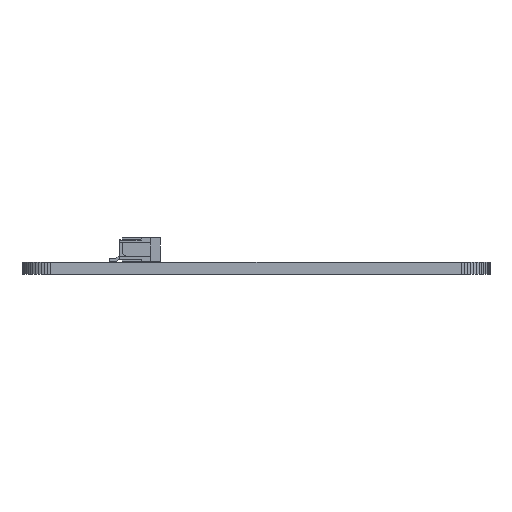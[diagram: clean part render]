
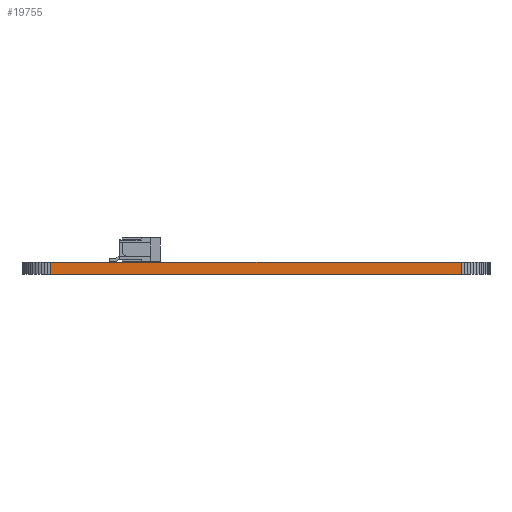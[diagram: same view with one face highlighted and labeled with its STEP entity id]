
A CAD part, left-side view. The second image highlights one B-rep face of the part: STEP entity #19755.
In plain terms, the highlighted planar face has unit normal (-1, 0, 0).
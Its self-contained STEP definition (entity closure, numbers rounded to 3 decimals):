
#16498 = PLANE('',#16499);
#16499 = AXIS2_PLACEMENT_3D('',#16500,#16501,#16502);
#16500 = CARTESIAN_POINT('',(32.5,-24.5,1.28));
#16501 = DIRECTION('',(-0.,-0.,-1.));
#16502 = DIRECTION('',(-1.,0.,0.));
#16552 = PLANE('',#16553);
#16553 = AXIS2_PLACEMENT_3D('',#16554,#16555,#16556);
#16554 = CARTESIAN_POINT('',(32.5,-24.5,0.));
#16555 = DIRECTION('',(-0.,-0.,-1.));
#16556 = DIRECTION('',(-1.,0.,0.));
#19647 = PLANE('',#19648);
#19648 = AXIS2_PLACEMENT_3D('',#19649,#19650,#19651);
#19649 = CARTESIAN_POINT('',(0.019,-46.336,0.));
#19650 = DIRECTION('',(-0.998,-0.056,0.));
#19651 = DIRECTION('',(-0.056,0.998,0.));
#19685 = VERTEX_POINT('',#19686);
#19686 = CARTESIAN_POINT('',(0.,-46.,1.28));
#19707 = EDGE_CURVE('',#19708,#19685,#19710,.T.);
#19708 = VERTEX_POINT('',#19709);
#19709 = CARTESIAN_POINT('',(0.,-46.,0.));
#19710 = SURFACE_CURVE('',#19711,(#19715,#19722),.PCURVE_S1.);
#19711 = LINE('',#19712,#19713);
#19712 = CARTESIAN_POINT('',(0.,-46.,0.));
#19713 = VECTOR('',#19714,1.);
#19714 = DIRECTION('',(0.,0.,1.));
#19715 = PCURVE('',#19647,#19716);
#19716 = DEFINITIONAL_REPRESENTATION('',(#19717),#19721);
#19717 = LINE('',#19718,#19719);
#19718 = CARTESIAN_POINT('',(0.336,0.));
#19719 = VECTOR('',#19720,1.);
#19720 = DIRECTION('',(0.,-1.));
#19721 = ( GEOMETRIC_REPRESENTATION_CONTEXT(2) 
PARAMETRIC_REPRESENTATION_CONTEXT() REPRESENTATION_CONTEXT('2D SPACE',''
  ) );
#19722 = PCURVE('',#19723,#19728);
#19723 = PLANE('',#19724);
#19724 = AXIS2_PLACEMENT_3D('',#19725,#19726,#19727);
#19725 = CARTESIAN_POINT('',(0.,-46.,0.));
#19726 = DIRECTION('',(-1.,0.,0.));
#19727 = DIRECTION('',(0.,1.,0.));
#19728 = DEFINITIONAL_REPRESENTATION('',(#19729),#19733);
#19729 = LINE('',#19730,#19731);
#19730 = CARTESIAN_POINT('',(0.,0.));
#19731 = VECTOR('',#19732,1.);
#19732 = DIRECTION('',(0.,-1.));
#19733 = ( GEOMETRIC_REPRESENTATION_CONTEXT(2) 
PARAMETRIC_REPRESENTATION_CONTEXT() REPRESENTATION_CONTEXT('2D SPACE',''
  ) );
#19755 = ADVANCED_FACE('',(#19756),#19723,.T.);
#19756 = FACE_BOUND('',#19757,.T.);
#19757 = EDGE_LOOP('',(#19758,#19759,#19782,#19810));
#19758 = ORIENTED_EDGE('',*,*,#19707,.T.);
#19759 = ORIENTED_EDGE('',*,*,#19760,.T.);
#19760 = EDGE_CURVE('',#19685,#19761,#19763,.T.);
#19761 = VERTEX_POINT('',#19762);
#19762 = CARTESIAN_POINT('',(0.,-3.,1.28));
#19763 = SURFACE_CURVE('',#19764,(#19768,#19775),.PCURVE_S1.);
#19764 = LINE('',#19765,#19766);
#19765 = CARTESIAN_POINT('',(0.,-46.,1.28));
#19766 = VECTOR('',#19767,1.);
#19767 = DIRECTION('',(0.,1.,0.));
#19768 = PCURVE('',#19723,#19769);
#19769 = DEFINITIONAL_REPRESENTATION('',(#19770),#19774);
#19770 = LINE('',#19771,#19772);
#19771 = CARTESIAN_POINT('',(0.,-1.28));
#19772 = VECTOR('',#19773,1.);
#19773 = DIRECTION('',(1.,0.));
#19774 = ( GEOMETRIC_REPRESENTATION_CONTEXT(2) 
PARAMETRIC_REPRESENTATION_CONTEXT() REPRESENTATION_CONTEXT('2D SPACE',''
  ) );
#19775 = PCURVE('',#16498,#19776);
#19776 = DEFINITIONAL_REPRESENTATION('',(#19777),#19781);
#19777 = LINE('',#19778,#19779);
#19778 = CARTESIAN_POINT('',(32.5,-21.5));
#19779 = VECTOR('',#19780,1.);
#19780 = DIRECTION('',(0.,1.));
#19781 = ( GEOMETRIC_REPRESENTATION_CONTEXT(2) 
PARAMETRIC_REPRESENTATION_CONTEXT() REPRESENTATION_CONTEXT('2D SPACE',''
  ) );
#19782 = ORIENTED_EDGE('',*,*,#19783,.F.);
#19783 = EDGE_CURVE('',#19784,#19761,#19786,.T.);
#19784 = VERTEX_POINT('',#19785);
#19785 = CARTESIAN_POINT('',(0.,-3.,0.));
#19786 = SURFACE_CURVE('',#19787,(#19791,#19798),.PCURVE_S1.);
#19787 = LINE('',#19788,#19789);
#19788 = CARTESIAN_POINT('',(0.,-3.,0.));
#19789 = VECTOR('',#19790,1.);
#19790 = DIRECTION('',(0.,0.,1.));
#19791 = PCURVE('',#19723,#19792);
#19792 = DEFINITIONAL_REPRESENTATION('',(#19793),#19797);
#19793 = LINE('',#19794,#19795);
#19794 = CARTESIAN_POINT('',(43.,0.));
#19795 = VECTOR('',#19796,1.);
#19796 = DIRECTION('',(0.,-1.));
#19797 = ( GEOMETRIC_REPRESENTATION_CONTEXT(2) 
PARAMETRIC_REPRESENTATION_CONTEXT() REPRESENTATION_CONTEXT('2D SPACE',''
  ) );
#19798 = PCURVE('',#19799,#19804);
#19799 = PLANE('',#19800);
#19800 = AXIS2_PLACEMENT_3D('',#19801,#19802,#19803);
#19801 = CARTESIAN_POINT('',(0.,-3.,0.));
#19802 = DIRECTION('',(-0.998,0.056,0.));
#19803 = DIRECTION('',(0.056,0.998,0.));
#19804 = DEFINITIONAL_REPRESENTATION('',(#19805),#19809);
#19805 = LINE('',#19806,#19807);
#19806 = CARTESIAN_POINT('',(0.,0.));
#19807 = VECTOR('',#19808,1.);
#19808 = DIRECTION('',(0.,-1.));
#19809 = ( GEOMETRIC_REPRESENTATION_CONTEXT(2) 
PARAMETRIC_REPRESENTATION_CONTEXT() REPRESENTATION_CONTEXT('2D SPACE',''
  ) );
#19810 = ORIENTED_EDGE('',*,*,#19811,.F.);
#19811 = EDGE_CURVE('',#19708,#19784,#19812,.T.);
#19812 = SURFACE_CURVE('',#19813,(#19817,#19824),.PCURVE_S1.);
#19813 = LINE('',#19814,#19815);
#19814 = CARTESIAN_POINT('',(0.,-46.,0.));
#19815 = VECTOR('',#19816,1.);
#19816 = DIRECTION('',(0.,1.,0.));
#19817 = PCURVE('',#19723,#19818);
#19818 = DEFINITIONAL_REPRESENTATION('',(#19819),#19823);
#19819 = LINE('',#19820,#19821);
#19820 = CARTESIAN_POINT('',(0.,0.));
#19821 = VECTOR('',#19822,1.);
#19822 = DIRECTION('',(1.,0.));
#19823 = ( GEOMETRIC_REPRESENTATION_CONTEXT(2) 
PARAMETRIC_REPRESENTATION_CONTEXT() REPRESENTATION_CONTEXT('2D SPACE',''
  ) );
#19824 = PCURVE('',#16552,#19825);
#19825 = DEFINITIONAL_REPRESENTATION('',(#19826),#19830);
#19826 = LINE('',#19827,#19828);
#19827 = CARTESIAN_POINT('',(32.5,-21.5));
#19828 = VECTOR('',#19829,1.);
#19829 = DIRECTION('',(0.,1.));
#19830 = ( GEOMETRIC_REPRESENTATION_CONTEXT(2) 
PARAMETRIC_REPRESENTATION_CONTEXT() REPRESENTATION_CONTEXT('2D SPACE',''
  ) );
